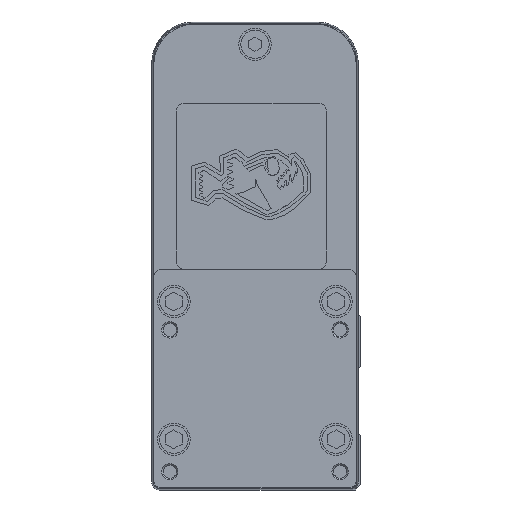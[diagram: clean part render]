
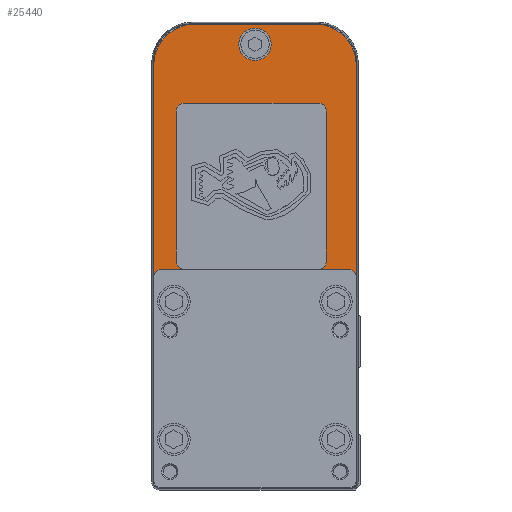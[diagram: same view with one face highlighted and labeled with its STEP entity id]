
A CAD part, left-side view. The second image highlights one B-rep face of the part: STEP entity #25440.
In plain terms, the highlighted planar face has unit normal (-1, 0, 0).
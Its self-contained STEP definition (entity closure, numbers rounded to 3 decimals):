
#214 = CARTESIAN_POINT ( 'NONE',  ( -45., -7., -25. ) ) ;
#738 = CIRCLE ( 'NONE', #22531, 4. ) ;
#1256 = VERTEX_POINT ( 'NONE', #14597 ) ;
#1957 = DIRECTION ( 'NONE',  ( 0., 1., 0. ) ) ;
#2082 = EDGE_CURVE ( 'NONE', #22050, #7514, #738, .T. ) ;
#2333 = CARTESIAN_POINT ( 'NONE',  ( -45., -64.5, 0. ) ) ;
#2823 = DIRECTION ( 'NONE',  ( -1., 0., 0. ) ) ;
#2957 = EDGE_CURVE ( 'NONE', #20129, #12480, #19872, .T. ) ;
#3064 = DIRECTION ( 'NONE',  ( 0., 0., -1. ) ) ;
#3412 = VERTEX_POINT ( 'NONE', #5874 ) ;
#3771 = EDGE_CURVE ( 'NONE', #20129, #1256, #23938, .T. ) ;
#3815 = CIRCLE ( 'NONE', #17206, 2. ) ;
#3880 = CARTESIAN_POINT ( 'NONE',  ( -45., -9., -23. ) ) ;
#4387 = EDGE_CURVE ( 'NONE', #5073, #1256, #3815, .T. ) ;
#4477 = CARTESIAN_POINT ( 'NONE',  ( -45., -69.5, 14.75 ) ) ;
#5073 = VERTEX_POINT ( 'NONE', #12746 ) ;
#5598 = CARTESIAN_POINT ( 'NONE',  ( -45., -7., 23. ) ) ;
#5874 = CARTESIAN_POINT ( 'NONE',  ( -45., -59.25, -25. ) ) ;
#7007 = EDGE_CURVE ( 'NONE', #25003, #11940, #22924, .T. ) ;
#7442 = DIRECTION ( 'NONE',  ( 1., 0., 0. ) ) ;
#7514 = VERTEX_POINT ( 'NONE', #23426 ) ;
#7803 = EDGE_CURVE ( 'NONE', #13297, #3412, #17088, .T. ) ;
#8250 = VECTOR ( 'NONE', #20465, 1000. ) ;
#8560 = ORIENTED_EDGE ( 'NONE', *, *, #18148, .F. ) ;
#8768 = EDGE_CURVE ( 'NONE', #5073, #25003, #9644, .T. ) ;
#9047 = EDGE_LOOP ( 'NONE', ( #18761, #13526, #25421, #10121, #21841, #8560, #9077, #20407 ) ) ;
#9077 = ORIENTED_EDGE ( 'NONE', *, *, #7007, .F. ) ;
#9644 = LINE ( 'NONE', #24053, #10775 ) ;
#9989 = DIRECTION ( 'NONE',  ( 1., 0., 0. ) ) ;
#10121 = ORIENTED_EDGE ( 'NONE', *, *, #14130, .F. ) ;
#10775 = VECTOR ( 'NONE', #17901, 1000. ) ;
#10860 = DIRECTION ( 'NONE',  ( 0., 0., -1. ) ) ;
#11557 = DIRECTION ( 'NONE',  ( 0., 0., -1. ) ) ;
#11639 = AXIS2_PLACEMENT_3D ( 'NONE', #18519, #12755, #16818 ) ;
#11667 = CARTESIAN_POINT ( 'NONE',  ( -45., -69.5, -14.75 ) ) ;
#11756 = DIRECTION ( 'NONE',  ( 0., 1., 0. ) ) ;
#11940 = VERTEX_POINT ( 'NONE', #23761 ) ;
#12480 = VERTEX_POINT ( 'NONE', #214 ) ;
#12746 = CARTESIAN_POINT ( 'NONE',  ( -45., -7., 25. ) ) ;
#12755 = DIRECTION ( 'NONE',  ( 1., 0., 0. ) ) ;
#12998 = CARTESIAN_POINT ( 'NONE',  ( -45., -59.25, 25. ) ) ;
#13104 = DIRECTION ( 'NONE',  ( 0., 0., -1. ) ) ;
#13251 = DIRECTION ( 'NONE',  ( 1., 0., 0. ) ) ;
#13297 = VERTEX_POINT ( 'NONE', #11667 ) ;
#13526 = ORIENTED_EDGE ( 'NONE', *, *, #3771, .F. ) ;
#13730 = PLANE ( 'NONE',  #23208 ) ;
#13787 = CARTESIAN_POINT ( 'NONE',  ( -45., -7., -23. ) ) ;
#14012 = AXIS2_PLACEMENT_3D ( 'NONE', #13787, #9989, #19676 ) ;
#14130 = EDGE_CURVE ( 'NONE', #3412, #12480, #25589, .T. ) ;
#14597 = CARTESIAN_POINT ( 'NONE',  ( -45., -9., 23. ) ) ;
#16818 = DIRECTION ( 'NONE',  ( 0., 0., -1. ) ) ;
#17001 = ORIENTED_EDGE ( 'NONE', *, *, #25388, .F. ) ;
#17021 = ORIENTED_EDGE ( 'NONE', *, *, #2082, .F. ) ;
#17088 = CIRCLE ( 'NONE', #23793, 10.25 ) ;
#17117 = CARTESIAN_POINT ( 'NONE',  ( -45., -64.5, -4. ) ) ;
#17206 = AXIS2_PLACEMENT_3D ( 'NONE', #21500, #13251, #11557 ) ;
#17349 = VECTOR ( 'NONE', #25412, 1000. ) ;
#17787 = FACE_OUTER_BOUND ( 'NONE', #9047, .T. ) ;
#17901 = DIRECTION ( 'NONE',  ( 0., -1., 0. ) ) ;
#18148 = EDGE_CURVE ( 'NONE', #11940, #13297, #22434, .T. ) ;
#18178 = CIRCLE ( 'NONE', #20703, 4. ) ;
#18519 = CARTESIAN_POINT ( 'NONE',  ( -45., -59.25, 14.75 ) ) ;
#18761 = ORIENTED_EDGE ( 'NONE', *, *, #4387, .T. ) ;
#18853 = VECTOR ( 'NONE', #1957, 1000. ) ;
#18862 = DIRECTION ( 'NONE',  ( -1., 0., 0. ) ) ;
#19360 = FACE_BOUND ( 'NONE', #21054, .T. ) ;
#19676 = DIRECTION ( 'NONE',  ( 0., 0., -1. ) ) ;
#19872 = CIRCLE ( 'NONE', #14012, 2. ) ;
#19942 = CARTESIAN_POINT ( 'NONE',  ( -45., -59.25, -25. ) ) ;
#20129 = VERTEX_POINT ( 'NONE', #22372 ) ;
#20407 = ORIENTED_EDGE ( 'NONE', *, *, #8768, .F. ) ;
#20465 = DIRECTION ( 'NONE',  ( 0., 0., -1. ) ) ;
#20703 = AXIS2_PLACEMENT_3D ( 'NONE', #2333, #2823, #10860 ) ;
#21050 = DIRECTION ( 'NONE',  ( 1., 0., 0. ) ) ;
#21054 = EDGE_LOOP ( 'NONE', ( #17021, #17001 ) ) ;
#21500 = CARTESIAN_POINT ( 'NONE',  ( -45., -7., 23. ) ) ;
#21841 = ORIENTED_EDGE ( 'NONE', *, *, #7803, .F. ) ;
#22050 = VERTEX_POINT ( 'NONE', #17117 ) ;
#22372 = CARTESIAN_POINT ( 'NONE',  ( -45., -9., -23. ) ) ;
#22434 = LINE ( 'NONE', #4477, #8250 ) ;
#22531 = AXIS2_PLACEMENT_3D ( 'NONE', #22932, #18862, #13104 ) ;
#22924 = CIRCLE ( 'NONE', #11639, 10.25 ) ;
#22932 = CARTESIAN_POINT ( 'NONE',  ( -45., -64.5, 0. ) ) ;
#23002 = CARTESIAN_POINT ( 'NONE',  ( -45., -59.25, -14.75 ) ) ;
#23208 = AXIS2_PLACEMENT_3D ( 'NONE', #5598, #7442, #11756 ) ;
#23426 = CARTESIAN_POINT ( 'NONE',  ( -45., -64.5, 4. ) ) ;
#23761 = CARTESIAN_POINT ( 'NONE',  ( -45., -69.5, 14.75 ) ) ;
#23793 = AXIS2_PLACEMENT_3D ( 'NONE', #23002, #21050, #3064 ) ;
#23938 = LINE ( 'NONE', #3880, #17349 ) ;
#24053 = CARTESIAN_POINT ( 'NONE',  ( -45., -7., 25. ) ) ;
#25003 = VERTEX_POINT ( 'NONE', #12998 ) ;
#25388 = EDGE_CURVE ( 'NONE', #7514, #22050, #18178, .T. ) ;
#25412 = DIRECTION ( 'NONE',  ( 0., 0., 1. ) ) ;
#25421 = ORIENTED_EDGE ( 'NONE', *, *, #2957, .T. ) ;
#25440 = ADVANCED_FACE ( 'NONE', ( #17787, #19360 ), #13730, .F. ) ;
#25589 = LINE ( 'NONE', #19942, #18853 ) ;
